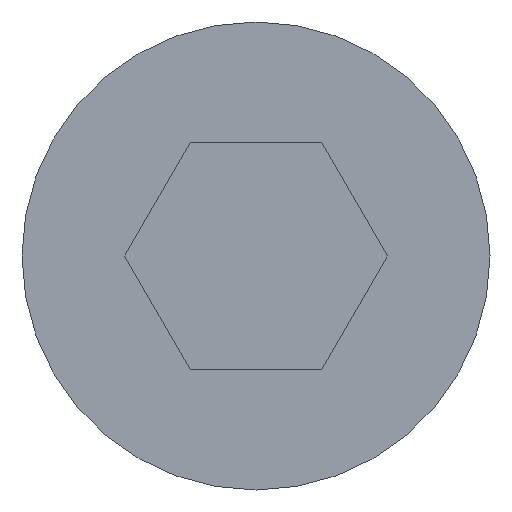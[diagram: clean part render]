
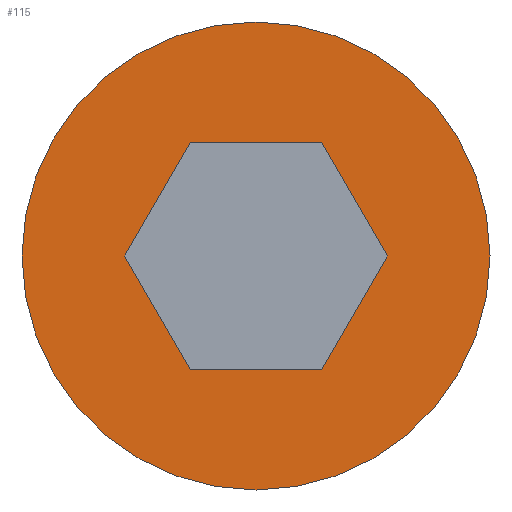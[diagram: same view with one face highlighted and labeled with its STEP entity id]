
A CAD part, front view. The second image highlights one B-rep face of the part: STEP entity #115.
In plain terms, the highlighted planar face has unit normal (0, -1, 0).
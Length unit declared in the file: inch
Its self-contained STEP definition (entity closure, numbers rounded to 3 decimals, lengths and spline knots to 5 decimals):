
#2 = CIRCLE ( 'NONE', #439, 0.1125 ) ;
#11 = LINE ( 'NONE', #135, #201 ) ;
#12 = ORIENTED_EDGE ( 'NONE', *, *, #45, .F. ) ;
#18 = VERTEX_POINT ( 'NONE', #119 ) ;
#25 = EDGE_CURVE ( 'NONE', #365, #106, #248, .T. ) ;
#26 = VERTEX_POINT ( 'NONE', #281 ) ;
#45 = EDGE_CURVE ( 'NONE', #26, #365, #84, .T. ) ;
#54 = DIRECTION ( 'NONE',  ( 0., 1., 0. ) ) ;
#62 = FACE_BOUND ( 'NONE', #169, .T. ) ;
#72 = AXIS2_PLACEMENT_3D ( 'NONE', #357, #242, #213 ) ;
#79 = ORIENTED_EDGE ( 'NONE', *, *, #249, .F. ) ;
#84 = LINE ( 'NONE', #442, #330 ) ;
#88 = CIRCLE ( 'NONE', #412, 0.1125 ) ;
#106 = VERTEX_POINT ( 'NONE', #336 ) ;
#110 = ORIENTED_EDGE ( 'NONE', *, *, #262, .F. ) ;
#112 = VECTOR ( 'NONE', #446, 39.37008 ) ;
#115 = ADVANCED_FACE ( 'NONE', ( #62, #287 ), #272, .F. ) ;
#119 = CARTESIAN_POINT ( 'NONE',  ( -0.03157, 0., -0.05469 ) ) ;
#124 = VECTOR ( 'NONE', #244, 39.37008 ) ;
#135 = CARTESIAN_POINT ( 'NONE',  ( -0.06315, 0., 0. ) ) ;
#139 = DIRECTION ( 'NONE',  ( 0.5, 0., -0.866 ) ) ;
#142 = CARTESIAN_POINT ( 'NONE',  ( 0., 0., 0. ) ) ;
#152 = VERTEX_POINT ( 'NONE', #426 ) ;
#153 = EDGE_CURVE ( 'NONE', #152, #26, #351, .T. ) ;
#169 = EDGE_LOOP ( 'NONE', ( #377, #212, #362, #79, #194, #12 ) ) ;
#180 = CARTESIAN_POINT ( 'NONE',  ( 0.03157, 0., -0.05469 ) ) ;
#194 = ORIENTED_EDGE ( 'NONE', *, *, #25, .F. ) ;
#200 = EDGE_CURVE ( 'NONE', #18, #461, #226, .T. ) ;
#201 = VECTOR ( 'NONE', #139, 39.37008 ) ;
#204 = DIRECTION ( 'NONE',  ( 0., 1., 0. ) ) ;
#206 = DIRECTION ( 'NONE',  ( 0.5, 0., 0.866 ) ) ;
#207 = CARTESIAN_POINT ( 'NONE',  ( 0., 0., 0. ) ) ;
#212 = ORIENTED_EDGE ( 'NONE', *, *, #229, .F. ) ;
#213 = DIRECTION ( 'NONE',  ( 0., 0., 1. ) ) ;
#226 = LINE ( 'NONE', #291, #124 ) ;
#229 = EDGE_CURVE ( 'NONE', #461, #152, #407, .T. ) ;
#240 = DIRECTION ( 'NONE',  ( -1., 0., 0. ) ) ;
#242 = DIRECTION ( 'NONE',  ( 0., 1., 0. ) ) ;
#244 = DIRECTION ( 'NONE',  ( 1., 0., 0. ) ) ;
#248 = LINE ( 'NONE', #444, #112 ) ;
#249 = EDGE_CURVE ( 'NONE', #106, #18, #11, .T. ) ;
#262 = EDGE_CURVE ( 'NONE', #382, #312, #2, .T. ) ;
#272 = PLANE ( 'NONE',  #72 ) ;
#278 = EDGE_CURVE ( 'NONE', #312, #382, #88, .T. ) ;
#281 = CARTESIAN_POINT ( 'NONE',  ( 0.03157, 0., 0.05469 ) ) ;
#287 = FACE_OUTER_BOUND ( 'NONE', #427, .T. ) ;
#290 = CARTESIAN_POINT ( 'NONE',  ( 0.03157, 0., -0.05469 ) ) ;
#291 = CARTESIAN_POINT ( 'NONE',  ( -0.03157, 0., -0.05469 ) ) ;
#312 = VERTEX_POINT ( 'NONE', #453 ) ;
#325 = VECTOR ( 'NONE', #206, 39.37008 ) ;
#330 = VECTOR ( 'NONE', #240, 39.37008 ) ;
#336 = CARTESIAN_POINT ( 'NONE',  ( -0.06315, 0., 0. ) ) ;
#343 = DIRECTION ( 'NONE',  ( 0., 0., 1. ) ) ;
#351 = LINE ( 'NONE', #449, #432 ) ;
#357 = CARTESIAN_POINT ( 'NONE',  ( 0., 0., 0. ) ) ;
#362 = ORIENTED_EDGE ( 'NONE', *, *, #200, .F. ) ;
#365 = VERTEX_POINT ( 'NONE', #390 ) ;
#372 = ORIENTED_EDGE ( 'NONE', *, *, #278, .F. ) ;
#377 = ORIENTED_EDGE ( 'NONE', *, *, #153, .F. ) ;
#379 = DIRECTION ( 'NONE',  ( 0., 0., 1. ) ) ;
#382 = VERTEX_POINT ( 'NONE', #448 ) ;
#390 = CARTESIAN_POINT ( 'NONE',  ( -0.03157, 0., 0.05469 ) ) ;
#391 = DIRECTION ( 'NONE',  ( -0.5, 0., 0.866 ) ) ;
#407 = LINE ( 'NONE', #180, #325 ) ;
#412 = AXIS2_PLACEMENT_3D ( 'NONE', #207, #204, #343 ) ;
#426 = CARTESIAN_POINT ( 'NONE',  ( 0.06315, 0., 0. ) ) ;
#427 = EDGE_LOOP ( 'NONE', ( #372, #110 ) ) ;
#432 = VECTOR ( 'NONE', #391, 39.37008 ) ;
#439 = AXIS2_PLACEMENT_3D ( 'NONE', #142, #54, #379 ) ;
#442 = CARTESIAN_POINT ( 'NONE',  ( 0.03157, 0., 0.05469 ) ) ;
#444 = CARTESIAN_POINT ( 'NONE',  ( -0.03157, 0., 0.05469 ) ) ;
#446 = DIRECTION ( 'NONE',  ( -0.5, 0., -0.866 ) ) ;
#448 = CARTESIAN_POINT ( 'NONE',  ( 0., 0., 0.1125 ) ) ;
#449 = CARTESIAN_POINT ( 'NONE',  ( 0.06315, 0., 0. ) ) ;
#453 = CARTESIAN_POINT ( 'NONE',  ( 0., 0., -0.1125 ) ) ;
#461 = VERTEX_POINT ( 'NONE', #290 ) ;
